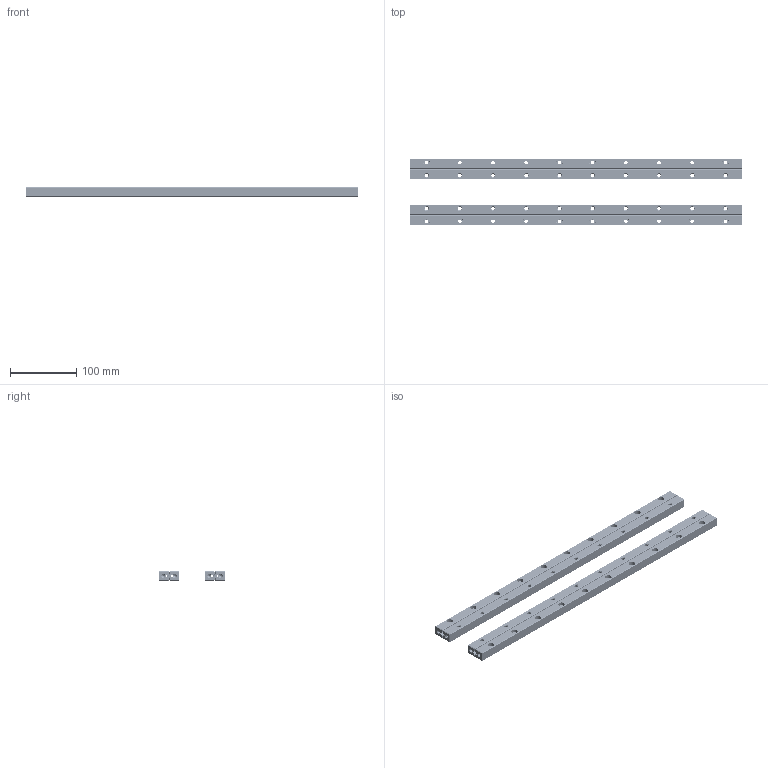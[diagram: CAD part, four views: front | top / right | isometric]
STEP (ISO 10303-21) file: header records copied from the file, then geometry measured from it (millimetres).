
FILE_DESCRIPTION(/* description */ (''),/* implementation_level */ '2;1');
FILE_NAME(/* name */ 'Set RSDE-6500x48KRE-ACC.stp',/* time_stamp */ '2018-12-19T13:46:52+01:00',/* author */ (''),/* organization */ (''),/* preprocessor_version */ 'ST-DEVELOPER v16.7',/* originating_system */ 'SIEMENS PLM Software NX 12.0',/* authorisation */ '');
FILE_SCHEMA (('AUTOMOTIVE_DESIGN { 1 0 10303 214 3 1 1 1 }'));
Products named in the file (13): 027932_A_5-Body Cage R6x10KRE Female; 027931_A_5-Body Cage R6x10KRE Male; 029045_A_4-Gear R_RE 6-ACC_ m_0_3_ z_28; ISO 2338-2m6x5-A1_A_4-Dowel Pin ISO 2338-2m6x5-A1; 019793_A_5-Roller Ø6x4.4; 029028_A_4-Body Cage R6x28KRE-ACC; 044253_A_4-Rack R6-ACC L_220; 019290_A_2-Rail RSDE-6500-Q4-ACC; 028305_A_4-Roller Cage R6x10KRE Female Assy; 028304_A_4-Roller Cage R6x10KRE Male Assy; 029085_A_5-Roller Cage R6x28KRE-ACC-Assy; 035962_A_4-Roller Cage R6x48KRE-ACC  Assy; 047525_A_1-Set RSDE-6500x48KRE-ACC
Assembly tree (69 placements, depth 4):
  047525_A_1-Set RSDE-6500x48KRE-ACC
    019290_A_2-Rail RSDE-6500-Q4-ACC  x4
    035962_A_4-Roller Cage R6x48KRE-ACC  Assy  x2
      029085_A_5-Roller Cage R6x28KRE-ACC-Assy
        029028_A_4-Body Cage R6x28KRE-ACC  x2
        019793_A_5-Roller Ø6x4.4  x28
        ISO 2338-2m6x5-A1_A_4-Dowel Pin ISO 2338-2m6x5-A1
        029045_A_4-Gear R_RE 6-ACC_ m_0_3_ z_28
      028304_A_4-Roller Cage R6x10KRE Male Assy
        027931_A_5-Body Cage R6x10KRE Male  x2
        019793_A_5-Roller Ø6x4.4  x10
      028305_A_4-Roller Cage R6x10KRE Female Assy
        027932_A_5-Body Cage R6x10KRE Female  x2
        019793_A_5-Roller Ø6x4.4  x10
    044253_A_4-Rack R6-ACC L_220  x4
Bounding box: 500 x 100 x 15 mm (x, y, z)
Volume: 407722.7 mm3; surface area: 186241.2 mm2
Topology: 120 solids, 120 shells, 8012 faces, 22430 edges, 14718 vertices
Faces by surface type: plane 5188, cylinder 1856, cone 508, bspline 224, extrusion 124, torus 112
Full cylindrical faces by diameter (mm): 0.8 x416, 2 x8, 4 x96, 4.3 x8, 5.2 x48, 6 x96, 9.5 x40
Entity records: 70033 total; most frequent: CARTESIAN_POINT 18046, ORIENTED_EDGE 10778, DIRECTION 10142, EDGE_CURVE 5389, VECTOR 3976, LINE 3917, VERTEX_POINT 3684, AXIS2_PLACEMENT_3D 3083
